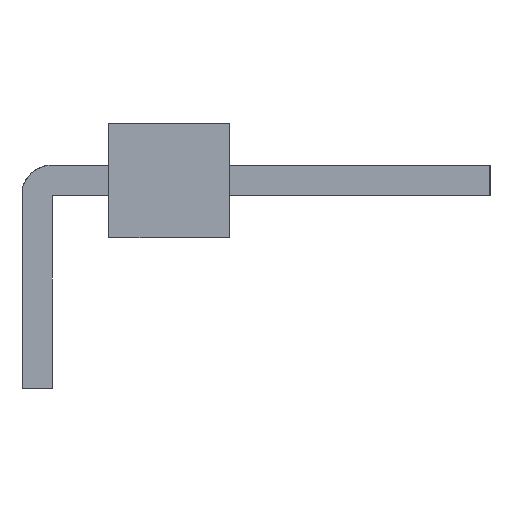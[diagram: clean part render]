
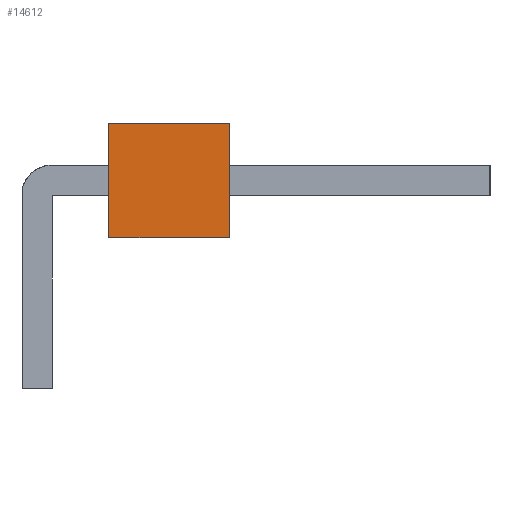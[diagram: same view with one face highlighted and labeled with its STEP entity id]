
A CAD part, left-side view. The second image highlights one B-rep face of the part: STEP entity #14612.
In plain terms, the highlighted free-form (B-spline) face has degree [1, 1] with [2, 2] control points.
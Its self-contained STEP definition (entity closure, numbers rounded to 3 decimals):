
#14577=(
BOUNDED_SURFACE()
B_SPLINE_SURFACE(1,1,((#14578,#14579),(#14580,#14581)),.UNSPECIFIED.,.F.,.F.,.F.)
B_SPLINE_SURFACE_WITH_KNOTS((2,2),(2,2),(0.000,1.000),(0.000,1.000),.UNSPECIFIED.)
GEOMETRIC_REPRESENTATION_ITEM()
RATIONAL_B_SPLINE_SURFACE(((1.,1.),(1.,1.)))
REPRESENTATION_ITEM('')
SURFACE()
);
#14578=CARTESIAN_POINT('',(-25.335,-1.52,5.6));
#14579=CARTESIAN_POINT('',(-25.335,-4.06,5.6));
#14580=CARTESIAN_POINT('',(-25.335,-1.52,3.19));
#14581=CARTESIAN_POINT('',(-25.335,-4.06,3.19));
#14582=CARTESIAN_POINT('',(-25.335,-4.06,5.6));
#14583=VERTEX_POINT('',#14582);
#14584=(
BOUNDED_CURVE()
B_SPLINE_CURVE(1,(#14585,#14586),.UNSPECIFIED.,.F.,.F.)
B_SPLINE_CURVE_WITH_KNOTS((2,2),(0.000,1.000),.UNSPECIFIED.)
CURVE()
GEOMETRIC_REPRESENTATION_ITEM()
RATIONAL_B_SPLINE_CURVE((1.,1.))
REPRESENTATION_ITEM('')
);
#14585=CARTESIAN_POINT('',(-25.335,-4.06,5.6));
#14586=CARTESIAN_POINT('',(-25.335,-4.06,3.19));
#14587=CARTESIAN_POINT('',(-25.335,-4.06,3.19));
#14588=VERTEX_POINT('',#14587);
#14589=EDGE_CURVE('',#14583,#14588,#14584,.T.);
#14590=ORIENTED_EDGE('',*,*,#14589,.T.);
#14591=(
BOUNDED_CURVE()
B_SPLINE_CURVE(1,(#14592,#14593),.UNSPECIFIED.,.F.,.F.)
B_SPLINE_CURVE_WITH_KNOTS((2,2),(0.000,1.000),.UNSPECIFIED.)
CURVE()
GEOMETRIC_REPRESENTATION_ITEM()
RATIONAL_B_SPLINE_CURVE((1.,1.))
REPRESENTATION_ITEM('')
);
#14592=CARTESIAN_POINT('',(-25.335,-4.06,3.19));
#14593=CARTESIAN_POINT('',(-25.335,-1.52,3.19));
#14594=CARTESIAN_POINT('',(-25.335,-1.52,3.19));
#14595=VERTEX_POINT('',#14594);
#14596=EDGE_CURVE('',#14588,#14595,#14591,.T.);
#14597=ORIENTED_EDGE('',*,*,#14596,.T.);
#14598=(
BOUNDED_CURVE()
B_SPLINE_CURVE(1,(#14599,#14600),.UNSPECIFIED.,.F.,.F.)
B_SPLINE_CURVE_WITH_KNOTS((2,2),(0.000,1.000),.UNSPECIFIED.)
CURVE()
GEOMETRIC_REPRESENTATION_ITEM()
RATIONAL_B_SPLINE_CURVE((1.,1.))
REPRESENTATION_ITEM('')
);
#14599=CARTESIAN_POINT('',(-25.335,-1.52,3.19));
#14600=CARTESIAN_POINT('',(-25.335,-1.52,5.6));
#14601=CARTESIAN_POINT('',(-25.335,-1.52,5.6));
#14602=VERTEX_POINT('',#14601);
#14603=EDGE_CURVE('',#14595,#14602,#14598,.T.);
#14604=ORIENTED_EDGE('',*,*,#14603,.T.);
#14605=(
BOUNDED_CURVE()
B_SPLINE_CURVE(1,(#14606,#14607),.UNSPECIFIED.,.F.,.F.)
B_SPLINE_CURVE_WITH_KNOTS((2,2),(0.000,1.000),.UNSPECIFIED.)
CURVE()
GEOMETRIC_REPRESENTATION_ITEM()
RATIONAL_B_SPLINE_CURVE((1.,1.))
REPRESENTATION_ITEM('')
);
#14606=CARTESIAN_POINT('',(-25.335,-1.52,5.6));
#14607=CARTESIAN_POINT('',(-25.335,-4.06,5.6));
#14608=EDGE_CURVE('',#14602,#14583,#14605,.T.);
#14609=ORIENTED_EDGE('',*,*,#14608,.T.);
#14610=EDGE_LOOP('',(#14590,#14597,#14604,#14609));
#14611=FACE_OUTER_BOUND('',#14610,.T.);
#14612=ADVANCED_FACE('',(#14611),#14577,.T.);
